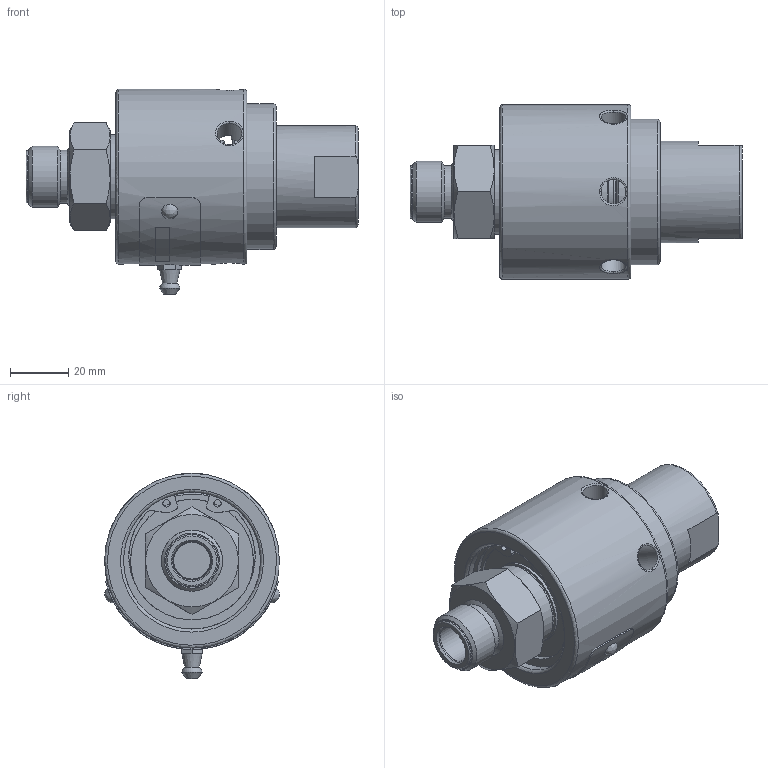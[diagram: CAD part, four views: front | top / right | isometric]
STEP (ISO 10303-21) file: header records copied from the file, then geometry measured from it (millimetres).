
FILE_DESCRIPTION (( 'STEP AP214' ), '1' );
FILE_NAME ('TUR-GR15B-A-RHTO.STEP', '2016-08-22T07:50:53', ( '' ), ( '' ), 'SwSTEP 2.0', 'SolidWorks 2016', '' );
FILE_SCHEMA (( 'AUTOMOTIVE_DESIGN' ));
Length unit declared in the file: millimetre
Products named in the file (1): TUR-GR15B-A-RHTO
Bounding box: 114 x 60.08 x 70.5 mm (x, y, z)
Volume: 158749.5 mm3; surface area: 38229.7 mm2
Topology: 1 solids, 1 shells, 284 faces, 760 edges, 493 vertices
Faces by surface type: plane 133, cylinder 92, bspline 28, cone 26, torus 5
Full cylindrical faces by diameter (mm): 2 x2, 2.5 x2, 3 x2, 6 x1, 8.5 x4, 9 x1, 12.6 x2, 13 x1, 14.3 x1, 18 x1, 18.189 x1, 18.8 x2, 19 x1, 20.3 x1, 20.96 x1, 22 x1, 23.8 x1, 24.9 x1, 25 x1, 29 x1, 29.4 x2, 35 x1, 38 x1, 40 x1, 42.2 x2, 47 x3, 49.5 x1, 50 x1, 60 x1
Entity records: 16536 total; most frequent: CARTESIAN_POINT 8112, ORIENTED_EDGE 1300, DIRECTION 1135, EDGE_CURVE 650, AXIS2_PLACEMENT_3D 461, VERTEX_POINT 453, EDGE_LOOP 397, FACE_OUTER_BOUND 341
